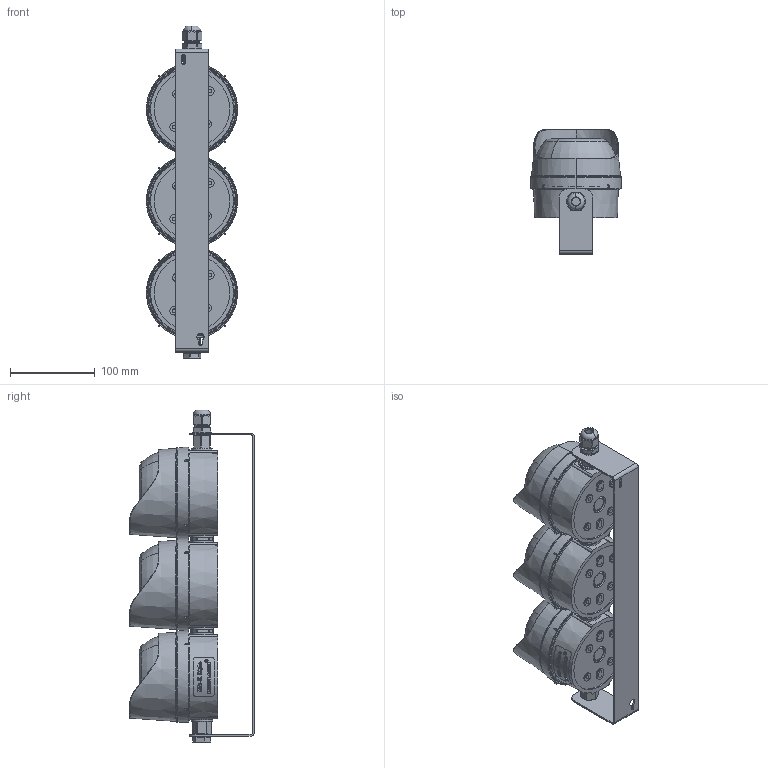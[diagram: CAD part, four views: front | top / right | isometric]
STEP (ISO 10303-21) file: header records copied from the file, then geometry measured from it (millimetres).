
FILE_DESCRIPTION (( 'STEP AP214' ), '1' );
FILE_NAME ('Moflash LED-TL Triple (Brkt Mount).STEP', '2016-04-11T08:54:22', ( '' ), ( '' ), 'SwSTEP 2.0', 'SolidWorks 2016', '' );
FILE_SCHEMA (( 'AUTOMOTIVE_DESIGN' ));
Length unit declared in the file: millimetre
Products named in the file (2): Moflash LED-TL Triple (Brkt Mount)
Bounding box: 107.6 x 147.53 x 392.52 mm (x, y, z)
Volume: 490939.8 mm3; surface area: 448631.2 mm2
Topology: 24 solids, 24 shells, 1854 faces, 4278 edges, 2608 vertices
Faces by surface type: plane 519, cone 373, cylinder 368, torus 329, bspline 227, sphere 38
Entity records: 83638 total; most frequent: CARTESIAN_POINT 21865, DIRECTION 8757, ORIENTED_EDGE 8528, EDGE_CURVE 4264, AXIS2_PLACEMENT_3D 3732, VERTEX_POINT 2608, CIRCLE 2103, EDGE_LOOP 2042
